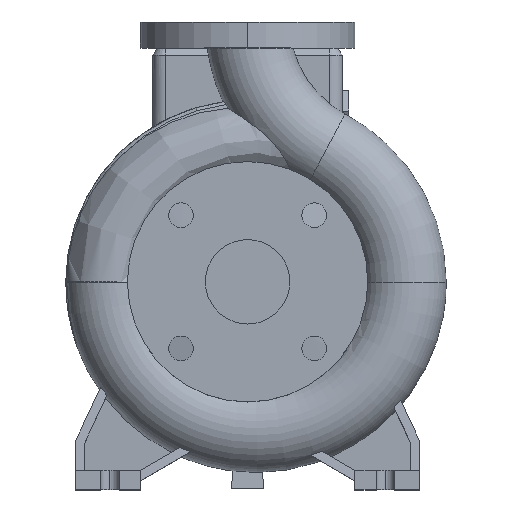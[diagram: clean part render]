
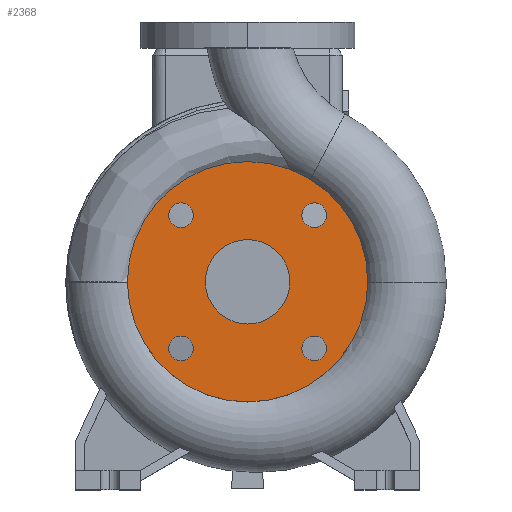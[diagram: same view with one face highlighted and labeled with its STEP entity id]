
A CAD part, top view. The second image highlights one B-rep face of the part: STEP entity #2368.
In plain terms, the highlighted planar face has unit normal (0, 0, 1).
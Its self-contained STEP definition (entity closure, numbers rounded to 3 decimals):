
#118 = AXIS2_PLACEMENT_3D ( 'NONE', #2185, #11134, #8897 ) ;
#126 = AXIS2_PLACEMENT_3D ( 'NONE', #13340, #10979, #14213 ) ;
#138 = CARTESIAN_POINT ( 'NONE',  ( 0., 0., 100. ) ) ;
#370 = CARTESIAN_POINT ( 'NONE',  ( 0., 0., 100. ) ) ;
#375 = DIRECTION ( 'NONE',  ( 0., 0., 1. ) ) ;
#516 = EDGE_LOOP ( 'NONE', ( #3160, #8992 ) ) ;
#527 = DIRECTION ( 'NONE',  ( 1., 0., 0. ) ) ;
#668 = EDGE_CURVE ( 'NONE', #10339, #11891, #7157, .T. ) ;
#946 = DIRECTION ( 'NONE',  ( 0., 0., 1. ) ) ;
#977 = DIRECTION ( 'NONE',  ( 1., 0., 0. ) ) ;
#1066 = CARTESIAN_POINT ( 'NONE',  ( -32.5, 0., 100. ) ) ;
#1076 = ORIENTED_EDGE ( 'NONE', *, *, #8721, .T. ) ;
#1168 = DIRECTION ( 'NONE',  ( 0., 0., 1. ) ) ;
#1288 = ORIENTED_EDGE ( 'NONE', *, *, #1311, .F. ) ;
#1311 = EDGE_CURVE ( 'NONE', #11891, #10339, #9933, .T. ) ;
#1315 = VERTEX_POINT ( 'NONE', #1626 ) ;
#1319 = DIRECTION ( 'NONE',  ( 1., 0., 0. ) ) ;
#1393 = DIRECTION ( 'NONE',  ( 0., 0., 1. ) ) ;
#1626 = CARTESIAN_POINT ( 'NONE',  ( 32.5, 0., 100. ) ) ;
#2032 = CARTESIAN_POINT ( 'NONE',  ( 0., 0., 100. ) ) ;
#2153 = CARTESIAN_POINT ( 'NONE',  ( 51.265, 51.265, 100. ) ) ;
#2185 = CARTESIAN_POINT ( 'NONE',  ( -51.265, -51.265, 100. ) ) ;
#2262 = AXIS2_PLACEMENT_3D ( 'NONE', #2153, #10757, #5542 ) ;
#2341 = EDGE_CURVE ( 'NONE', #1315, #7124, #10833, .T. ) ;
#2368 = ADVANCED_FACE ( 'NONE', ( #10982, #5424, #8528, #13206, #9619, #9832 ), #3332, .F. ) ;
#2473 = CARTESIAN_POINT ( 'NONE',  ( 0., 0., 100. ) ) ;
#2565 = CARTESIAN_POINT ( 'NONE',  ( -92.5, 0., 100. ) ) ;
#2600 = ORIENTED_EDGE ( 'NONE', *, *, #668, .F. ) ;
#3140 = VERTEX_POINT ( 'NONE', #8624 ) ;
#3160 = ORIENTED_EDGE ( 'NONE', *, *, #10088, .F. ) ;
#3169 = CARTESIAN_POINT ( 'NONE',  ( -51.265, 51.265, 100. ) ) ;
#3332 = PLANE ( 'NONE',  #8984 ) ;
#3363 = EDGE_CURVE ( 'NONE', #7124, #1315, #6933, .T. ) ;
#3368 = CARTESIAN_POINT ( 'NONE',  ( 41.765, 51.265, 100. ) ) ;
#3561 = CIRCLE ( 'NONE', #8871, 9.5 ) ;
#3867 = CARTESIAN_POINT ( 'NONE',  ( -60.765, -51.265, 100. ) ) ;
#3874 = EDGE_LOOP ( 'NONE', ( #7522, #6534 ) ) ;
#3881 = DIRECTION ( 'NONE',  ( 1., 0., 0. ) ) ;
#4131 = DIRECTION ( 'NONE',  ( -1., 0., 0. ) ) ;
#4155 = CARTESIAN_POINT ( 'NONE',  ( 41.765, -51.265, 100. ) ) ;
#4178 = CARTESIAN_POINT ( 'NONE',  ( -41.765, -51.265, 100. ) ) ;
#4401 = AXIS2_PLACEMENT_3D ( 'NONE', #370, #12357, #1319 ) ;
#4452 = VERTEX_POINT ( 'NONE', #3867 ) ;
#4542 = AXIS2_PLACEMENT_3D ( 'NONE', #11426, #1393, #527 ) ;
#4547 = DIRECTION ( 'NONE',  ( 1., 0., 0. ) ) ;
#4589 = VERTEX_POINT ( 'NONE', #4155 ) ;
#5204 = ORIENTED_EDGE ( 'NONE', *, *, #9422, .F. ) ;
#5253 = CARTESIAN_POINT ( 'NONE',  ( -51.265, 51.265, 100. ) ) ;
#5381 = DIRECTION ( 'NONE',  ( 0., 0., 1. ) ) ;
#5424 = FACE_BOUND ( 'NONE', #13449, .T. ) ;
#5504 = CARTESIAN_POINT ( 'NONE',  ( -51.265, -51.265, 100. ) ) ;
#5542 = DIRECTION ( 'NONE',  ( 1., 0., 0. ) ) ;
#5625 = DIRECTION ( 'NONE',  ( 0., 0., 1. ) ) ;
#5810 = ORIENTED_EDGE ( 'NONE', *, *, #3363, .F. ) ;
#6299 = CARTESIAN_POINT ( 'NONE',  ( 0., 92.5, 100. ) ) ;
#6534 = ORIENTED_EDGE ( 'NONE', *, *, #10460, .F. ) ;
#6933 = CIRCLE ( 'NONE', #4401, 32.5 ) ;
#6971 = CARTESIAN_POINT ( 'NONE',  ( 92.5, 0., 100. ) ) ;
#7074 = VERTEX_POINT ( 'NONE', #4178 ) ;
#7124 = VERTEX_POINT ( 'NONE', #1066 ) ;
#7157 = CIRCLE ( 'NONE', #13368, 9.5 ) ;
#7243 = EDGE_LOOP ( 'NONE', ( #10110, #5204 ) ) ;
#7336 = CARTESIAN_POINT ( 'NONE',  ( 51.265, 51.265, 100. ) ) ;
#7522 = ORIENTED_EDGE ( 'NONE', *, *, #11817, .F. ) ;
#7569 = DIRECTION ( 'NONE',  ( 0., 0., 1. ) ) ;
#7777 = AXIS2_PLACEMENT_3D ( 'NONE', #138, #5625, #4547 ) ;
#7914 = DIRECTION ( 'NONE',  ( 1., 0., 0. ) ) ;
#7956 = CIRCLE ( 'NONE', #126, 9.5 ) ;
#8098 = CARTESIAN_POINT ( 'NONE',  ( 60.765, 51.265, 100. ) ) ;
#8328 = VERTEX_POINT ( 'NONE', #6971 ) ;
#8528 = FACE_BOUND ( 'NONE', #11085, .T. ) ;
#8558 = AXIS2_PLACEMENT_3D ( 'NONE', #2032, #946, #12061 ) ;
#8624 = CARTESIAN_POINT ( 'NONE',  ( 60.765, -51.265, 100. ) ) ;
#8644 = VERTEX_POINT ( 'NONE', #8098 ) ;
#8679 = AXIS2_PLACEMENT_3D ( 'NONE', #5504, #1168, #8832 ) ;
#8721 = EDGE_CURVE ( 'NONE', #14005, #8328, #10467, .T. ) ;
#8832 = DIRECTION ( 'NONE',  ( 1., 0., 0. ) ) ;
#8871 = AXIS2_PLACEMENT_3D ( 'NONE', #7336, #5381, #977 ) ;
#8897 = DIRECTION ( 'NONE',  ( 1., 0., 0. ) ) ;
#8984 = AXIS2_PLACEMENT_3D ( 'NONE', #6299, #14006, #4131 ) ;
#8992 = ORIENTED_EDGE ( 'NONE', *, *, #11318, .F. ) ;
#9308 = AXIS2_PLACEMENT_3D ( 'NONE', #2473, #375, #11495 ) ;
#9332 = CIRCLE ( 'NONE', #118, 9.5 ) ;
#9422 = EDGE_CURVE ( 'NONE', #10800, #8644, #3561, .T. ) ;
#9619 = FACE_BOUND ( 'NONE', #7243, .T. ) ;
#9832 = FACE_BOUND ( 'NONE', #516, .T. ) ;
#9856 = CIRCLE ( 'NONE', #7777, 92.5 ) ;
#9932 = ORIENTED_EDGE ( 'NONE', *, *, #2341, .F. ) ;
#9933 = CIRCLE ( 'NONE', #13594, 9.5 ) ;
#10088 = EDGE_CURVE ( 'NONE', #7074, #4452, #9332, .T. ) ;
#10110 = ORIENTED_EDGE ( 'NONE', *, *, #13770, .F. ) ;
#10137 = CARTESIAN_POINT ( 'NONE',  ( -60.765, 51.265, 100. ) ) ;
#10288 = CIRCLE ( 'NONE', #8679, 9.5 ) ;
#10329 = CIRCLE ( 'NONE', #2262, 9.5 ) ;
#10339 = VERTEX_POINT ( 'NONE', #14068 ) ;
#10460 = EDGE_CURVE ( 'NONE', #4589, #3140, #7956, .T. ) ;
#10467 = CIRCLE ( 'NONE', #9308, 92.5 ) ;
#10757 = DIRECTION ( 'NONE',  ( 0., 0., 1. ) ) ;
#10800 = VERTEX_POINT ( 'NONE', #3368 ) ;
#10833 = CIRCLE ( 'NONE', #8558, 32.5 ) ;
#10979 = DIRECTION ( 'NONE',  ( 0., 0., 1. ) ) ;
#10982 = FACE_BOUND ( 'NONE', #3874, .T. ) ;
#11085 = EDGE_LOOP ( 'NONE', ( #9932, #5810 ) ) ;
#11134 = DIRECTION ( 'NONE',  ( 0., 0., 1. ) ) ;
#11318 = EDGE_CURVE ( 'NONE', #4452, #7074, #10288, .T. ) ;
#11426 = CARTESIAN_POINT ( 'NONE',  ( 51.265, -51.265, 100. ) ) ;
#11495 = DIRECTION ( 'NONE',  ( 1., 0., 0. ) ) ;
#11817 = EDGE_CURVE ( 'NONE', #3140, #4589, #14208, .T. ) ;
#11891 = VERTEX_POINT ( 'NONE', #10137 ) ;
#12061 = DIRECTION ( 'NONE',  ( 1., 0., 0. ) ) ;
#12164 = EDGE_LOOP ( 'NONE', ( #13676, #1076 ) ) ;
#12357 = DIRECTION ( 'NONE',  ( 0., 0., 1. ) ) ;
#12568 = EDGE_CURVE ( 'NONE', #8328, #14005, #9856, .T. ) ;
#12898 = DIRECTION ( 'NONE',  ( 0., 0., 1. ) ) ;
#13206 = FACE_OUTER_BOUND ( 'NONE', #12164, .T. ) ;
#13340 = CARTESIAN_POINT ( 'NONE',  ( 51.265, -51.265, 100. ) ) ;
#13368 = AXIS2_PLACEMENT_3D ( 'NONE', #5253, #12898, #3881 ) ;
#13449 = EDGE_LOOP ( 'NONE', ( #2600, #1288 ) ) ;
#13594 = AXIS2_PLACEMENT_3D ( 'NONE', #3169, #7569, #7914 ) ;
#13676 = ORIENTED_EDGE ( 'NONE', *, *, #12568, .T. ) ;
#13770 = EDGE_CURVE ( 'NONE', #8644, #10800, #10329, .T. ) ;
#14005 = VERTEX_POINT ( 'NONE', #2565 ) ;
#14006 = DIRECTION ( 'NONE',  ( 0., 0., -1. ) ) ;
#14068 = CARTESIAN_POINT ( 'NONE',  ( -41.765, 51.265, 100. ) ) ;
#14208 = CIRCLE ( 'NONE', #4542, 9.5 ) ;
#14213 = DIRECTION ( 'NONE',  ( 1., 0., 0. ) ) ;
